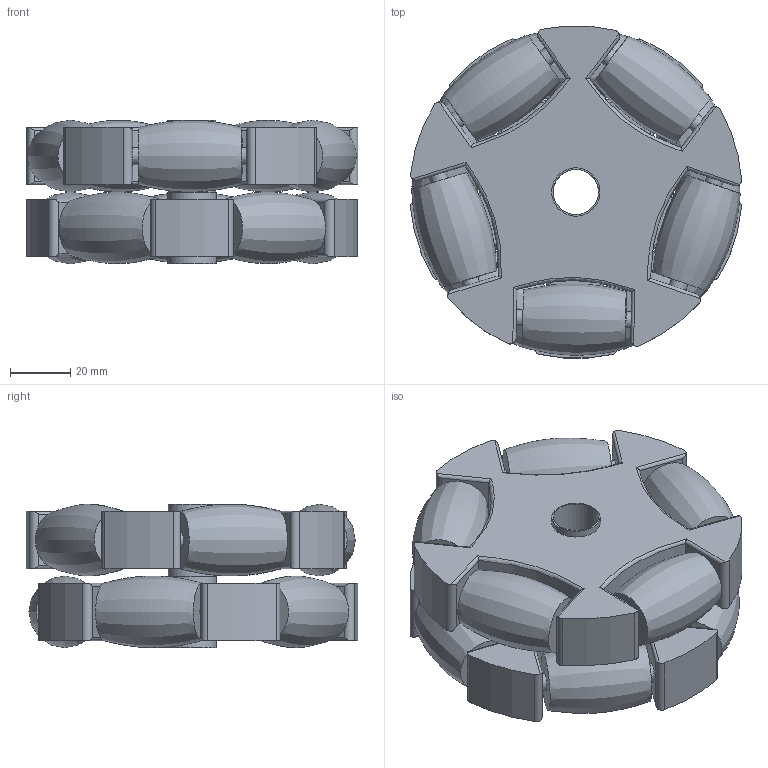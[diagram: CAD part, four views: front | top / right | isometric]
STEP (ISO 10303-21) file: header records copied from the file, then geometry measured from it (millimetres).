
FILE_DESCRIPTION(/* description */ ('','CAx-IF Rec.Pracs.---Representation and Presentation of Product Manufacturing Information (PMI)---4.0---2014-10-13'),/* implementation_level */ '2;1');
FILE_NAME(/* name */ 'Omniwheeel v2.step',/* time_stamp */ '2024-12-15T10:03:54+08:00',/* author */ (''),/* organization */ (''),/* preprocessor_version */ 'ST-DEVELOPER v20',/* originating_system */ 'Autodesk Translation Framework v13.20.0.188',/* authorisation */ '');
FILE_SCHEMA (('AP242_MANAGED_MODEL_BASED_3D_ENGINEERING_MIM_LF { 1 0 10303 442 1 1 4 }'));
Length unit declared in the file: millimetre
Products named in the file (3): Omniwheeel; Component1; Component2
Assembly tree (11 placements, depth 3):
  Omniwheeel
    Component1  x2
      Component2
Bounding box: 109.61 x 109.76 x 47.48 mm (x, y, z)
Volume: 420109.4 mm3; surface area: 101505.5 mm2
Topology: 20 solids, 20 shells, 318 faces, 622 edges, 404 vertices
Faces by surface type: cylinder 132, plane 120, bspline 48, cone 18
Full cylindrical faces by diameter (mm): 5.69 x36, 6.64 x20, 15 x2, 16 x4
Entity records: 4355 total; most frequent: CARTESIAN_POINT 2185, ORIENTED_EDGE 430, DIRECTION 402, EDGE_CURVE 215, AXIS2_PLACEMENT_3D 158, VERTEX_POINT 138, EDGE_LOOP 111, FACE_OUTER_BOUND 95
